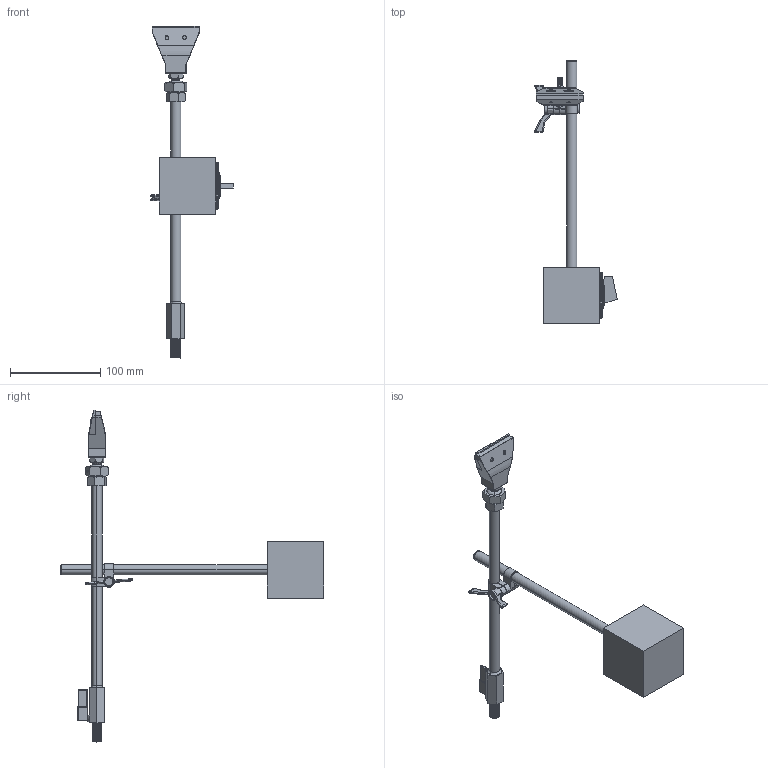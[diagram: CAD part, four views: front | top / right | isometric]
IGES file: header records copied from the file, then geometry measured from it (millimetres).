
Start section: SolidWorks IGES file using analytic representation for surfaces
Global section: file name: 19004A-47011-4-M-SW.IGS; native system: SolidWorks 2020; preprocessor: SolidWorks 2020; author: andres; date: 230314.115719; units: inch
Bounding box: 91.66 x 292.25 x 368.35 mm (x, y, z)
Surface area: 82740.2 mm2 (no closed solid volume)
Topology: 0 solids, 0 shells, 1115 faces, 13459 edges, 13434 vertices
Faces by surface type: bspline 740, revolution 375
